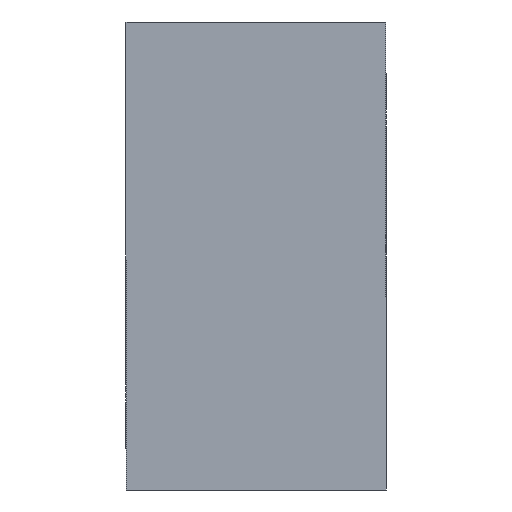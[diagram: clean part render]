
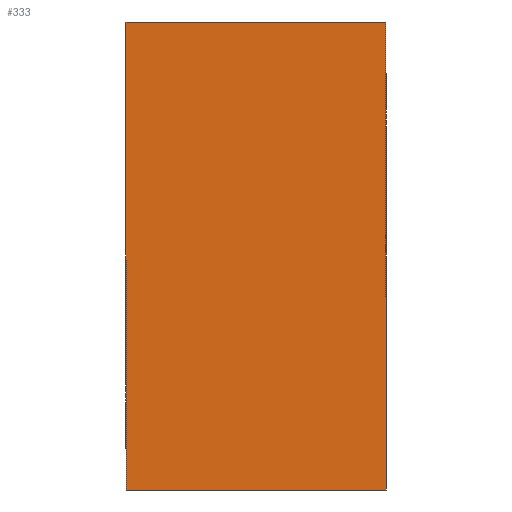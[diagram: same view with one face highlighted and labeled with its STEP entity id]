
A CAD part, left-side view. The second image highlights one B-rep face of the part: STEP entity #333.
In plain terms, the highlighted planar face has unit normal (-1, 0, 0).
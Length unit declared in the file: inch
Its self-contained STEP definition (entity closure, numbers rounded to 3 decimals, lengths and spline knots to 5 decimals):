
#37=PLANE('',#376);
#54=FACE_OUTER_BOUND('',#84,.T.);
#84=EDGE_LOOP('',(#304,#305,#306,#307));
#109=LINE('',#542,#139);
#111=LINE('',#546,#141);
#113=LINE('',#550,#143);
#115=LINE('',#553,#145);
#139=VECTOR('',#451,0.3937);
#141=VECTOR('',#455,0.3937);
#143=VECTOR('',#459,0.3937);
#145=VECTOR('',#463,0.3937);
#182=VERTEX_POINT('',#539);
#183=VERTEX_POINT('',#541);
#184=VERTEX_POINT('',#545);
#185=VERTEX_POINT('',#549);
#221=EDGE_CURVE('',#183,#182,#109,.T.);
#223=EDGE_CURVE('',#184,#183,#111,.T.);
#225=EDGE_CURVE('',#185,#184,#113,.T.);
#227=EDGE_CURVE('',#182,#185,#115,.T.);
#304=ORIENTED_EDGE('',*,*,#227,.T.);
#305=ORIENTED_EDGE('',*,*,#225,.T.);
#306=ORIENTED_EDGE('',*,*,#223,.T.);
#307=ORIENTED_EDGE('',*,*,#221,.T.);
#333=ADVANCED_FACE('',(#54),#37,.T.);
#376=AXIS2_PLACEMENT_3D('',#554,#464,#465);
#451=DIRECTION('',(0.,1.,0.));
#455=DIRECTION('',(0.,0.,1.));
#459=DIRECTION('',(0.,-1.,0.));
#463=DIRECTION('',(0.,0.,-1.));
#464=DIRECTION('center_axis',(-1.,0.,0.));
#465=DIRECTION('ref_axis',(0.,0.,1.));
#539=CARTESIAN_POINT('',(-2.625,-0.625,23.125));
#541=CARTESIAN_POINT('',(-2.625,-1.875,23.125));
#542=CARTESIAN_POINT('',(-2.625,-1.875,23.125));
#545=CARTESIAN_POINT('',(-2.625,-1.875,20.875));
#546=CARTESIAN_POINT('',(-2.625,-1.875,20.875));
#549=CARTESIAN_POINT('',(-2.625,-0.625,20.875));
#550=CARTESIAN_POINT('',(-2.625,-0.625,20.875));
#553=CARTESIAN_POINT('',(-2.625,-0.625,23.125));
#554=CARTESIAN_POINT('Origin',(-2.625,-1.25,22.));
